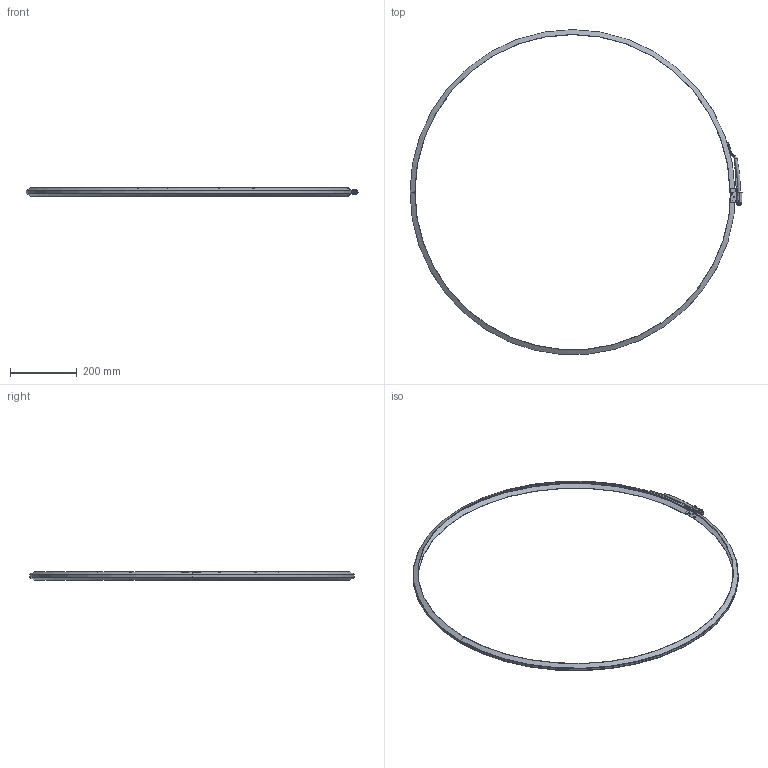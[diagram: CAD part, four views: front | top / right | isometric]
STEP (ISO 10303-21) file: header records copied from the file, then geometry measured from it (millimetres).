
FILE_DESCRIPTION(/* description */ (''),/* implementation_level */ '2;1');
FILE_NAME(/* name */ 'B06A-1016_SR_900.stp',/* time_stamp */ '2018-03-07T10:57:16+01:00',/* author */ (''),/* organization */ (''),/* preprocessor_version */ 'ST-DEVELOPER v11',/* originating_system */ 'SIEMENS UGS NX 6.0',/* authorisation */ '');
FILE_SCHEMA (('CONFIG_CONTROL_DESIGN'));
Length unit declared in the file: millimetre
Products named in the file (1): perlFC8B7h5y
Bounding box: 994.22 x 972.8 x 28.24 mm (x, y, z)
Volume: 138321.6 mm3; surface area: 263684.6 mm2
Topology: 5 solids, 5 shells, 169 faces, 411 edges, 258 vertices
Faces by surface type: plane 48, cone 35, cylinder 35, bspline 28, torus 14, sphere 9
Full cylindrical faces by diameter (mm): 6.647 x2, 8 x1, 17.9 x2
Entity records: 5638 total; most frequent: CARTESIAN_POINT 2026, ORIENTED_EDGE 716, DIRECTION 708, EDGE_CURVE 358, AXIS2_PLACEMENT_3D 297, VERTEX_POINT 232, EDGE_LOOP 208, ADVANCED_FACE 169
